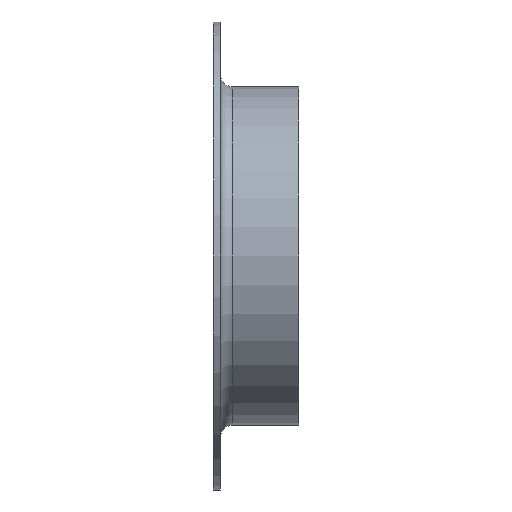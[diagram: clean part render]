
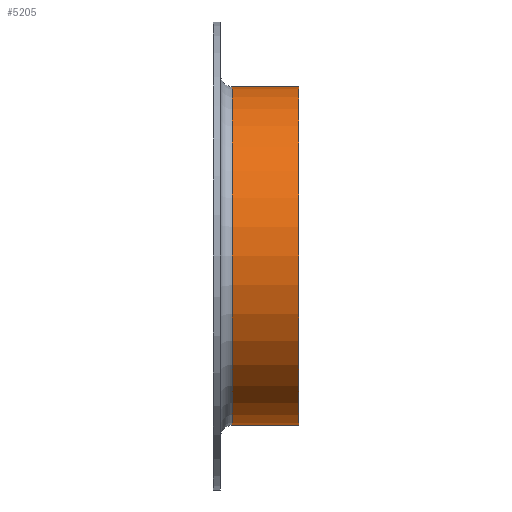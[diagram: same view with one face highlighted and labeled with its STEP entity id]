
A CAD part, front view. The second image highlights one B-rep face of the part: STEP entity #5205.
In plain terms, the highlighted cylindrical face has radius 57.15 mm (diameter 114.3 mm), a full revolution.
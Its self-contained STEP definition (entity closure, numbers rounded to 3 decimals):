
#48 = CIRCLE ( 'NONE', #9373, 57.15 ) ;
#146 = FACE_OUTER_BOUND ( 'NONE', #8196, .T. ) ;
#147 = FACE_OUTER_BOUND ( 'NONE', #8045, .T. ) ;
#152 = CYLINDRICAL_SURFACE ( 'NONE', #9350, 57.15 ) ;
#1253 = DIRECTION ( 'NONE',  ( 0., 0., 1. ) ) ;
#1257 = DIRECTION ( 'NONE',  ( -1., 0., 0. ) ) ;
#1260 = CARTESIAN_POINT ( 'NONE',  ( 0., 0., 0. ) ) ;
#2092 = AXIS2_PLACEMENT_3D ( 'NONE', #2745, #2744, #2743 ) ;
#2743 = DIRECTION ( 'NONE',  ( 0., 0., 1. ) ) ;
#2744 = DIRECTION ( 'NONE',  ( -1., 0., 0. ) ) ;
#2745 = CARTESIAN_POINT ( 'NONE',  ( 29., 0., 0. ) ) ;
#3734 = VERTEX_POINT ( 'NONE', #6344 ) ;
#3737 = VERTEX_POINT ( 'NONE', #6347 ) ;
#3761 = EDGE_CURVE ( 'NONE', #3734, #3734, #5226, .T. ) ;
#3852 = EDGE_CURVE ( 'NONE', #3737, #3737, #48, .T. ) ;
#5205 = ADVANCED_FACE ( 'NONE', ( #146, #147 ), #152, .T. ) ;
#5226 = CIRCLE ( 'NONE', #2092, 57.15 ) ;
#6344 = CARTESIAN_POINT ( 'NONE',  ( 29., 0., 57.15 ) ) ;
#6347 = CARTESIAN_POINT ( 'NONE',  ( 6.5, 0., 57.15 ) ) ;
#7765 = DIRECTION ( 'NONE',  ( 1., 0., 0. ) ) ;
#7787 = CARTESIAN_POINT ( 'NONE',  ( 6.5, 0., 0. ) ) ;
#7899 = ORIENTED_EDGE ( 'NONE', *, *, #3761, .T. ) ;
#7900 = ORIENTED_EDGE ( 'NONE', *, *, #3852, .T. ) ;
#8045 = EDGE_LOOP ( 'NONE', ( #7899 ) ) ;
#8168 = DIRECTION ( 'NONE',  ( 0., 0., 1. ) ) ;
#8196 = EDGE_LOOP ( 'NONE', ( #7900 ) ) ;
#9350 = AXIS2_PLACEMENT_3D ( 'NONE', #1260, #1257, #1253 ) ;
#9373 = AXIS2_PLACEMENT_3D ( 'NONE', #7787, #7765, #8168 ) ;
